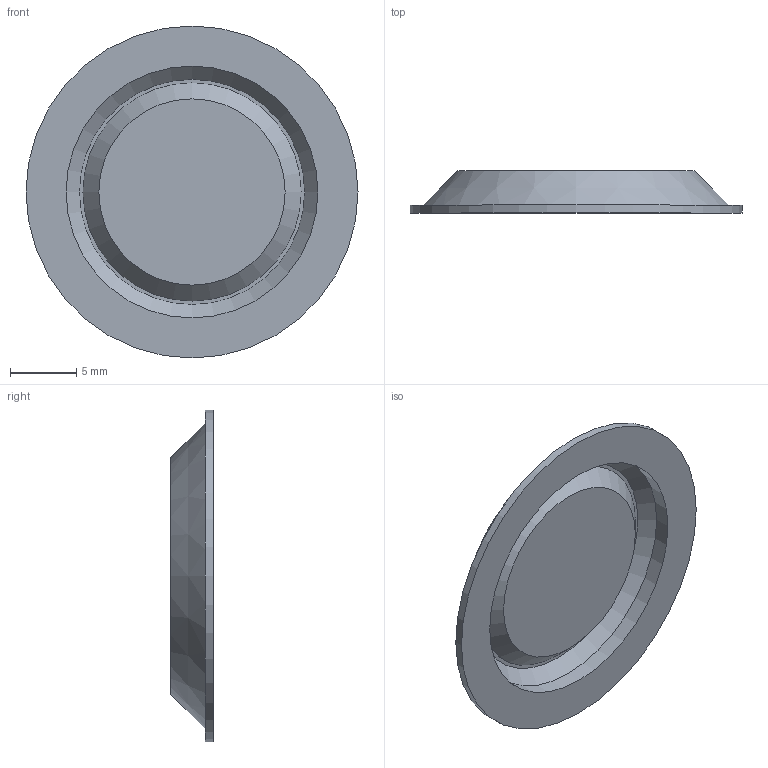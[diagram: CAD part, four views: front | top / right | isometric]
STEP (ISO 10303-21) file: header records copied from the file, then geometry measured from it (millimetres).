
FILE_DESCRIPTION(/* description */ (''),/* implementation_level */ '2;1');
FILE_NAME(/* name */ '50_ETL_Membrane_v0.ipt.step',/* time_stamp */ '2022-11-29T08:28:30+01:00',/* author */ ('diederichbenedict'),/* organization */ (''),/* preprocessor_version */ 'ST-DEVELOPER v18.1',/* originating_system */ 'Autodesk Inventor 2022',/* authorisation */ '');
FILE_SCHEMA (('AUTOMOTIVE_DESIGN { 1 0 10303 214 3 1 1 }'));
Length unit declared in the file: millimetre
Products named in the file (1): 50_ETL_Membrane_v0
Bounding box: 25 x 3.2 x 25 mm (x, y, z)
Volume: 533 mm3; surface area: 1244.5 mm2
Topology: 1 solids, 1 shells, 12 faces, 17 edges, 11 vertices
Faces by surface type: plane 6, cone 4, cylinder 2
Full cylindrical faces by diameter (mm): 18.972 x1, 25 x1
Entity records: 305 total; most frequent: DIRECTION 54, CARTESIAN_POINT 41, ORIENTED_EDGE 34, AXIS2_PLACEMENT_3D 24, EDGE_CURVE 17, EDGE_LOOP 16, FACE_OUTER_BOUND 12, ADVANCED_FACE 12
